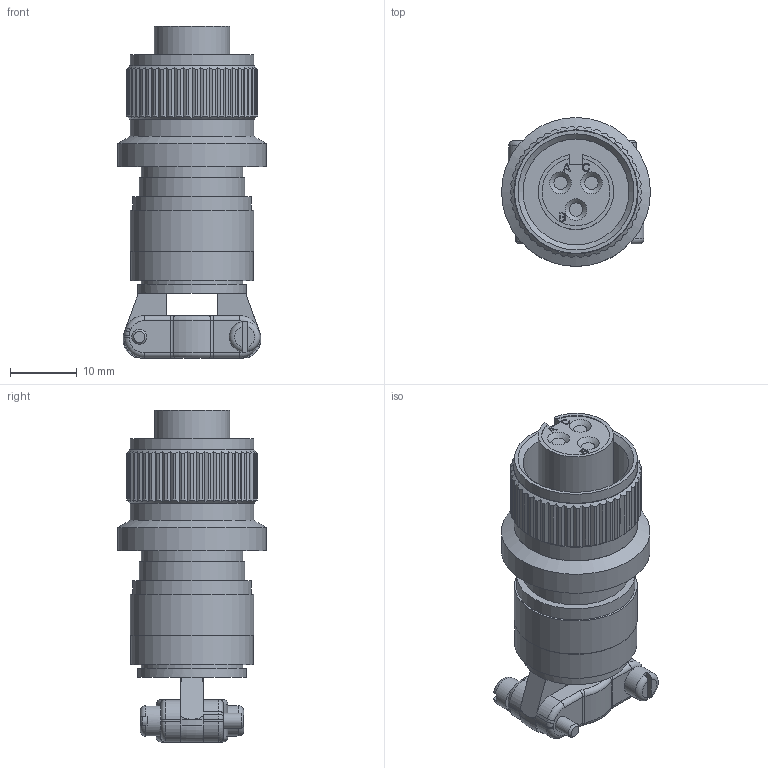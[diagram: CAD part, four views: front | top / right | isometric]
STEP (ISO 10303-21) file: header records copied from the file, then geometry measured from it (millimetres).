
FILE_DESCRIPTION(/* description */ ('Alibre Inc.'),/* implementation_level */ '2;1');
FILE_NAME(/* name */ 'export0',/* time_stamp */ '2014-10-06T13:58:59-07:00',/* author */ (''),/* organization */ (''),/* preprocessor_version */ 'ST-DEVELOPER v14',/* originating_system */ 'Alibre',/* authorisation */ '');
FILE_SCHEMA (('CONFIG_CONTROL_DESIGN'));
Length unit declared in the file: centimetre
Products named in the file (1): 110710
Bounding box: 22.28 x 22.28 x 49.66 mm (x, y, z)
Volume: 10308.1 mm3; surface area: 5066.6 mm2
Topology: 1 solids, 1 shells, 373 faces, 1007 edges, 656 vertices
Faces by surface type: plane 194, cylinder 102, torus 34, bspline 30, cone 13
Full cylindrical faces by diameter (mm): 2.261 x2, 4.572 x2, 8.255 x1, 15.24 x2, 15.748 x1, 15.824 x1, 16.256 x1, 17.78 x1, 18.288 x1, 18.415 x3, 22.276 x1
Entity records: 11045 total; most frequent: CARTESIAN_POINT 3263, ORIENTED_EDGE 1952, DIRECTION 1076, EDGE_CURVE 976, VERTEX_POINT 650, AXIS2_PLACEMENT_3D 443, EDGE_LOOP 422, FACE_BOUND 422
